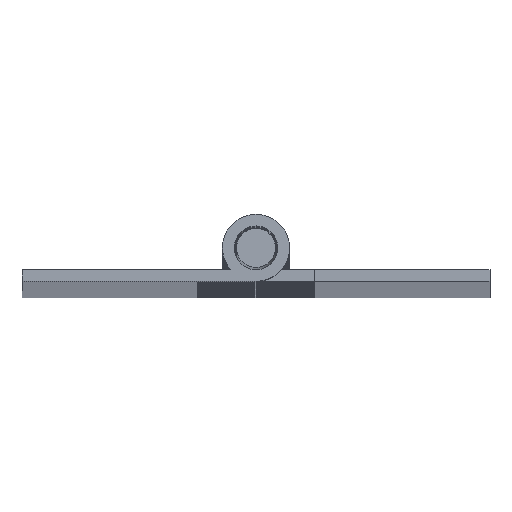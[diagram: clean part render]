
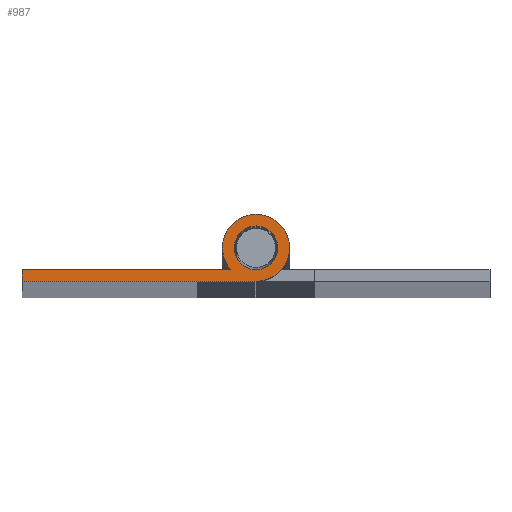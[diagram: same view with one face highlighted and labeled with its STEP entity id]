
A CAD part, top view. The second image highlights one B-rep face of the part: STEP entity #987.
In plain terms, the highlighted planar face has unit normal (0, 0, 1).
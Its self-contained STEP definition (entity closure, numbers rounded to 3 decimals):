
#975 = EDGE_LOOP ( 'NONE', ( #976, #977 ) ) ;
#976 = ORIENTED_EDGE ( 'NONE', *, *, #17206, .F. ) ;
#977 = ORIENTED_EDGE ( 'NONE', *, *, #17346, .F. ) ;
#987 = ADVANCED_FACE ( 'NONE', ( #8042, #8041 ), #8039, .T. ) ;
#988 = EDGE_LOOP ( 'NONE', ( #989, #992, #1053, #1055, #1056, #1057 ) ) ;
#989 = ORIENTED_EDGE ( 'NONE', *, *, #990, .T. ) ;
#990 = EDGE_CURVE ( 'NONE', #17317, #991, #8040, .T. ) ;
#991 = VERTEX_POINT ( 'NONE', #8094 ) ;
#992 = ORIENTED_EDGE ( 'NONE', *, *, #993, .T. ) ;
#993 = EDGE_CURVE ( 'NONE', #991, #994, #8093, .T. ) ;
#994 = VERTEX_POINT ( 'NONE', #8089 ) ;
#1053 = ORIENTED_EDGE ( 'NONE', *, *, #1054, .T. ) ;
#1054 = EDGE_CURVE ( 'NONE', #994, #17304, #8171, .T. ) ;
#1055 = ORIENTED_EDGE ( 'NONE', *, *, #17306, .T. ) ;
#1056 = ORIENTED_EDGE ( 'NONE', *, *, #17301, .T. ) ;
#1057 = ORIENTED_EDGE ( 'NONE', *, *, #17212, .T. ) ;
#8036 = DIRECTION ( 'NONE',  ( 0., 0., 1. ) ) ;
#8037 = CARTESIAN_POINT ( 'NONE',  ( 0., 0., 600. ) ) ;
#8038 = AXIS2_PLACEMENT_3D ( 'NONE', #8037, #8036, #8098 ) ;
#8039 = PLANE ( 'NONE',  #8038 ) ;
#8040 = LINE ( 'NONE', #8097, #8096 ) ;
#8041 = FACE_BOUND ( 'NONE', #975, .T. ) ;
#8042 = FACE_OUTER_BOUND ( 'NONE', #988, .T. ) ;
#8089 = CARTESIAN_POINT ( 'NONE',  ( -30., -4.3, 600. ) ) ;
#8090 = DIRECTION ( 'NONE',  ( 0., -1., 0. ) ) ;
#8091 = VECTOR ( 'NONE', #8090, 1000. ) ;
#8092 = CARTESIAN_POINT ( 'NONE',  ( -30., -4.3, 600. ) ) ;
#8093 = LINE ( 'NONE', #8092, #8091 ) ;
#8094 = CARTESIAN_POINT ( 'NONE',  ( -30., -2.8, 600. ) ) ;
#8095 = DIRECTION ( 'NONE',  ( -1., 0., 0. ) ) ;
#8096 = VECTOR ( 'NONE', #8095, 1000. ) ;
#8097 = CARTESIAN_POINT ( 'NONE',  ( -30., -2.8, 600. ) ) ;
#8098 = DIRECTION ( 'NONE',  ( 1., 0., 0. ) ) ;
#8164 = DIRECTION ( 'NONE',  ( 1., 0., 0. ) ) ;
#8165 = VECTOR ( 'NONE', #8164, 1000. ) ;
#8166 = CARTESIAN_POINT ( 'NONE',  ( 0., -4.3, 600. ) ) ;
#8171 = LINE ( 'NONE', #8166, #8165 ) ;
#16128 = CARTESIAN_POINT ( 'NONE',  ( -2.8, 0., 600. ) ) ;
#16208 = CARTESIAN_POINT ( 'NONE',  ( 2.8, 0., 600. ) ) ;
#16242 = DIRECTION ( 'NONE',  ( 1., 0., 0. ) ) ;
#16243 = DIRECTION ( 'NONE',  ( 0., 0., 1. ) ) ;
#16244 = CARTESIAN_POINT ( 'NONE',  ( 0., 0., 600. ) ) ;
#16245 = AXIS2_PLACEMENT_3D ( 'NONE', #16244, #16243, #16242 ) ;
#16246 = CIRCLE ( 'NONE', #16245, 4.3 ) ;
#16253 = DIRECTION ( 'NONE',  ( 1., 0., 0. ) ) ;
#16254 = DIRECTION ( 'NONE',  ( 0., 0., 1. ) ) ;
#16255 = CARTESIAN_POINT ( 'NONE',  ( 0., 0., 600. ) ) ;
#16256 = AXIS2_PLACEMENT_3D ( 'NONE', #16255, #16254, #16253 ) ;
#16257 = CIRCLE ( 'NONE', #16256, 2.8 ) ;
#16412 = CARTESIAN_POINT ( 'NONE',  ( -4.3, 0., 600. ) ) ;
#16426 = DIRECTION ( 'NONE',  ( 1., 0., 0. ) ) ;
#16427 = DIRECTION ( 'NONE',  ( 0., 0., 1. ) ) ;
#16428 = CARTESIAN_POINT ( 'NONE',  ( 0., 0., 600. ) ) ;
#16429 = AXIS2_PLACEMENT_3D ( 'NONE', #16428, #16427, #16426 ) ;
#16430 = CIRCLE ( 'NONE', #16429, 4.3 ) ;
#16431 = CARTESIAN_POINT ( 'NONE',  ( 0., -4.3, 600. ) ) ;
#16432 = CARTESIAN_POINT ( 'NONE',  ( 4.3, 0., 600. ) ) ;
#16433 = DIRECTION ( 'NONE',  ( 1., 0., 0. ) ) ;
#16434 = DIRECTION ( 'NONE',  ( 0., 0., 1. ) ) ;
#16435 = CARTESIAN_POINT ( 'NONE',  ( 0., 0., 600. ) ) ;
#16436 = AXIS2_PLACEMENT_3D ( 'NONE', #16435, #16434, #16433 ) ;
#16437 = CIRCLE ( 'NONE', #16436, 4.3 ) ;
#16469 = CARTESIAN_POINT ( 'NONE',  ( -3.263, -2.8, 600. ) ) ;
#16488 = CIRCLE ( 'NONE', #16545, 2.8 ) ;
#16542 = DIRECTION ( 'NONE',  ( 1., 0., 0. ) ) ;
#16543 = DIRECTION ( 'NONE',  ( 0., 0., 1. ) ) ;
#16544 = CARTESIAN_POINT ( 'NONE',  ( 0., 0., 600. ) ) ;
#16545 = AXIS2_PLACEMENT_3D ( 'NONE', #16544, #16543, #16542 ) ;
#17141 = VERTEX_POINT ( 'NONE', #16128 ) ;
#17198 = VERTEX_POINT ( 'NONE', #16208 ) ;
#17206 = EDGE_CURVE ( 'NONE', #17141, #17198, #16257, .T. ) ;
#17212 = EDGE_CURVE ( 'NONE', #17280, #17317, #16246, .T. ) ;
#17280 = VERTEX_POINT ( 'NONE', #16412 ) ;
#17301 = EDGE_CURVE ( 'NONE', #17302, #17280, #16437, .T. ) ;
#17302 = VERTEX_POINT ( 'NONE', #16432 ) ;
#17304 = VERTEX_POINT ( 'NONE', #16431 ) ;
#17306 = EDGE_CURVE ( 'NONE', #17304, #17302, #16430, .T. ) ;
#17317 = VERTEX_POINT ( 'NONE', #16469 ) ;
#17346 = EDGE_CURVE ( 'NONE', #17198, #17141, #16488, .T. ) ;
